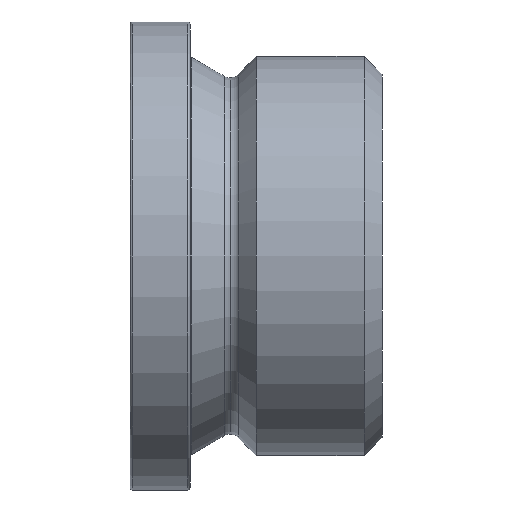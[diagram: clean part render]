
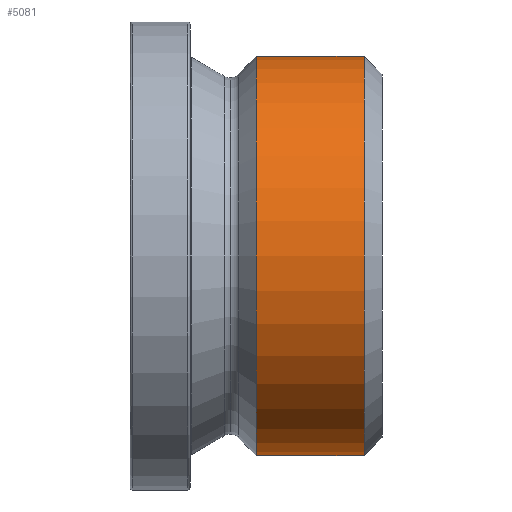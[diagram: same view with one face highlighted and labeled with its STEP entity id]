
A CAD part, front view. The second image highlights one B-rep face of the part: STEP entity #5081.
In plain terms, the highlighted cylindrical face has radius 16.625 mm (diameter 33.25 mm), a partial arc.
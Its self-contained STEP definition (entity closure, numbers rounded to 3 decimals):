
#177 = AXIS2_PLACEMENT_3D ( 'NONE', #10931, #9596, #2789 ) ;
#556 = CIRCLE ( 'NONE', #177, 16.625 ) ;
#635 = CIRCLE ( 'NONE', #14865, 16.625 ) ;
#830 = FACE_OUTER_BOUND ( 'NONE', #6785, .T. ) ;
#1407 = DIRECTION ( 'NONE',  ( -1., 0., 0. ) ) ;
#1462 = EDGE_CURVE ( 'NONE', #3613, #14096, #3491, .T. ) ;
#2103 = AXIS2_PLACEMENT_3D ( 'NONE', #2238, #10350, #4735 ) ;
#2238 = CARTESIAN_POINT ( 'NONE',  ( -23.608, 0., 0. ) ) ;
#2789 = DIRECTION ( 'NONE',  ( 0., 0., 1. ) ) ;
#2805 = CYLINDRICAL_SURFACE ( 'NONE', #2103, 16.625 ) ;
#3491 = LINE ( 'NONE', #8422, #12355 ) ;
#3613 = VERTEX_POINT ( 'NONE', #11211 ) ;
#4376 = VERTEX_POINT ( 'NONE', #10824 ) ;
#4707 = CARTESIAN_POINT ( 'NONE',  ( 5.526, 0., -16.625 ) ) ;
#4735 = DIRECTION ( 'NONE',  ( 0., 0., 1. ) ) ;
#5081 = ADVANCED_FACE ( 'NONE', ( #830 ), #2805, .T. ) ;
#5745 = CARTESIAN_POINT ( 'NONE',  ( 5.526, 0., 0. ) ) ;
#6785 = EDGE_LOOP ( 'NONE', ( #10126, #9242, #10843, #12769 ) ) ;
#7596 = CARTESIAN_POINT ( 'NONE',  ( 5.526, 0., 16.625 ) ) ;
#8422 = CARTESIAN_POINT ( 'NONE',  ( -23.608, 0., -16.625 ) ) ;
#9242 = ORIENTED_EDGE ( 'NONE', *, *, #14600, .T. ) ;
#9496 = DIRECTION ( 'NONE',  ( -1., 0., 0. ) ) ;
#9596 = DIRECTION ( 'NONE',  ( -1., 0., 0. ) ) ;
#10126 = ORIENTED_EDGE ( 'NONE', *, *, #1462, .F. ) ;
#10350 = DIRECTION ( 'NONE',  ( -1., 0., 0. ) ) ;
#10610 = VECTOR ( 'NONE', #1407, 1000. ) ;
#10824 = CARTESIAN_POINT ( 'NONE',  ( 14.52, 0., 16.625 ) ) ;
#10843 = ORIENTED_EDGE ( 'NONE', *, *, #12518, .T. ) ;
#10931 = CARTESIAN_POINT ( 'NONE',  ( 14.52, 0., 0. ) ) ;
#11211 = CARTESIAN_POINT ( 'NONE',  ( 14.52, 0., -16.625 ) ) ;
#11480 = VERTEX_POINT ( 'NONE', #7596 ) ;
#12355 = VECTOR ( 'NONE', #9496, 1000. ) ;
#12518 = EDGE_CURVE ( 'NONE', #4376, #11480, #13346, .T. ) ;
#12710 = DIRECTION ( 'NONE',  ( -1., 0., 0. ) ) ;
#12769 = ORIENTED_EDGE ( 'NONE', *, *, #12920, .F. ) ;
#12905 = CARTESIAN_POINT ( 'NONE',  ( -23.608, 0., 16.625 ) ) ;
#12920 = EDGE_CURVE ( 'NONE', #14096, #11480, #635, .T. ) ;
#13346 = LINE ( 'NONE', #12905, #10610 ) ;
#13692 = DIRECTION ( 'NONE',  ( 0., 0., 1. ) ) ;
#14096 = VERTEX_POINT ( 'NONE', #4707 ) ;
#14600 = EDGE_CURVE ( 'NONE', #3613, #4376, #556, .T. ) ;
#14865 = AXIS2_PLACEMENT_3D ( 'NONE', #5745, #12710, #13692 ) ;
